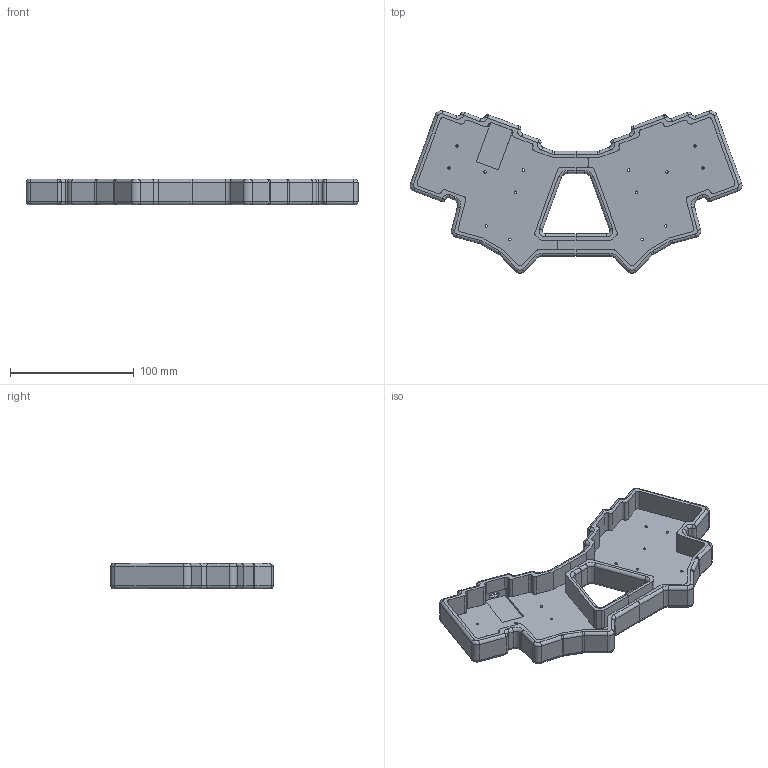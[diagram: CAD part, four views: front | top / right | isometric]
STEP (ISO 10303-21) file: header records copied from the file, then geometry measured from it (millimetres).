
FILE_DESCRIPTION(/* description */ ('STEP AP242','CAx-IF Rec.Pracs.---Representation and Presentation of Product Manufacturing Information (PMI)---4.0---2014-10-13','CAx-IF Rec.Pracs.---3D Tessellated Geometry---0.4---2014-09-14','2;1'),/* implementation_level */ '2;1');
FILE_NAME(/* name */ '639e1b406aa8d219af3eb150',/* time_stamp */ '2022-12-17T19:40:49+00:00',/* author */ (''),/* organization */ (''),/* preprocessor_version */ 'ST-DEVELOPER v18.102',/* originating_system */ ' ',/* authorisation */ ' ');
FILE_SCHEMA (('AP242_MANAGED_MODEL_BASED_3D_ENGINEERING_MIM_LF { 1 0 10303 442 1 1 4 }'));
Length unit declared in the file: metre
Products named in the file (2): Left Case; Right Case
Bounding box: 268.76 x 131.56 x 20.6 mm (x, y, z)
Volume: 145844.5 mm3; surface area: 78700 mm2
Topology: 2 solids, 2 shells, 446 faces, 1113 edges, 664 vertices
Faces by surface type: cylinder 214, plane 132, torus 64, bspline 32, sphere 4
Full cylindrical faces by diameter (mm): 2 x14, 3.6 x14
Entity records: 17806 total; most frequent: CARTESIAN_POINT 7394, DIRECTION 2174, ORIENTED_EDGE 2130, EDGE_CURVE 1065, AXIS2_PLACEMENT_3D 838, VERTEX_POINT 664, EDGE_LOOP 517, FACE_BOUND 517
